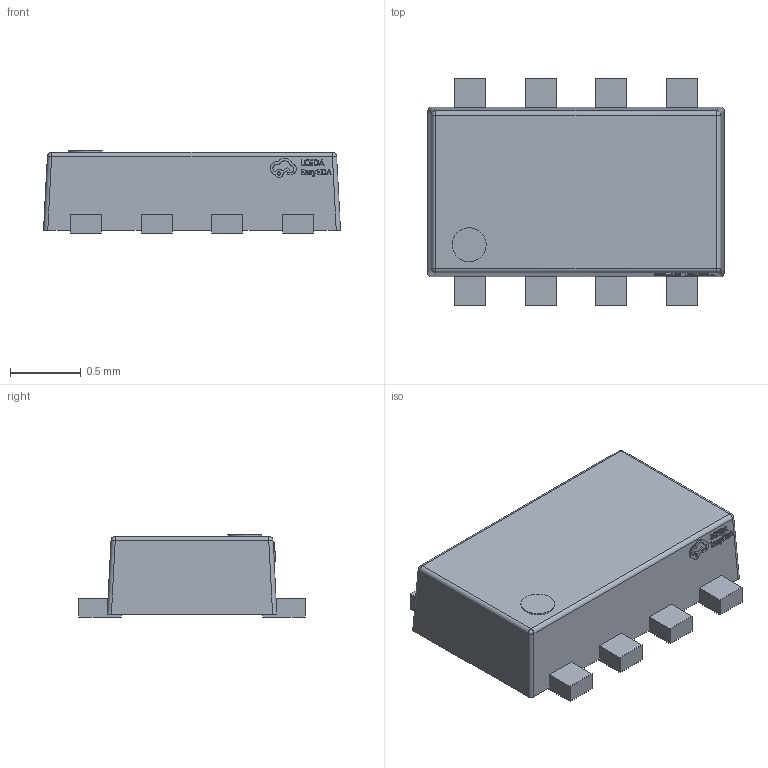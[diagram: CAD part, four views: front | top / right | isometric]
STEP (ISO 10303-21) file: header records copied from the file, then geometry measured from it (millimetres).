
FILE_DESCRIPTION(('Open CASCADE Model'),'2;1');
FILE_NAME('Open CASCADE Shape Model','2025-09-12T20:36:07',('Author'),( 'Open CASCADE'),'Open CASCADE STEP processor 7.8','Open CASCADE 7.8' ,'Unknown');
FILE_SCHEMA(('AUTOMOTIVE_DESIGN { 1 0 10303 214 1 1 1 1 }'));
Length unit declared in the file: millimetre
Products named in the file (1): SOLID
Bounding box: 2.1 x 1.6 x 0.58 mm (x, y, z)
Volume: 1.4 mm3; surface area: 9.6 mm2
Topology: 1 solids, 1 shells, 293 faces, 801 edges, 530 vertices
Faces by surface type: bspline 293
Entity records: 11190 total; most frequent: CARTESIAN_POINT 4197, ORIENTED_EDGE 1602, EDGE_CURVE 801, B_SPLINE_CURVE_WITH_KNOTS 781, VERTEX_POINT 530, FACE_BOUND 313, EDGE_LOOP 313, PRESENTATION_STYLE_ASSIGNMENT 294
